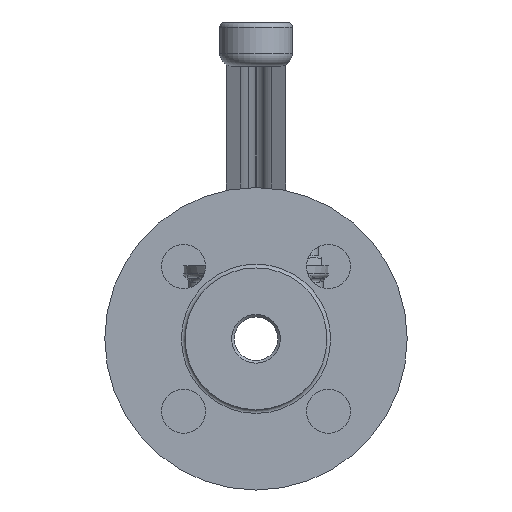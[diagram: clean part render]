
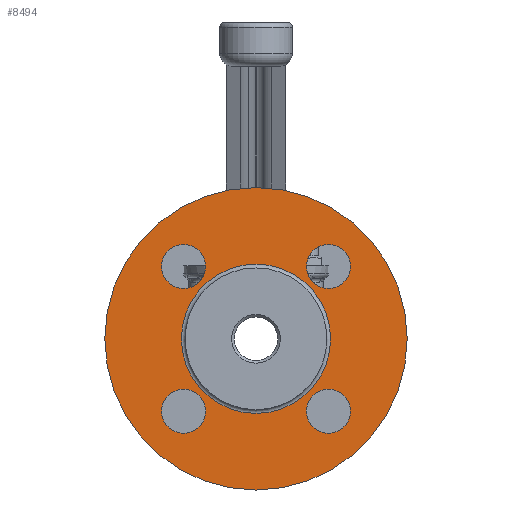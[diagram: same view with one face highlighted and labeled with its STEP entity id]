
A CAD part, left-side view. The second image highlights one B-rep face of the part: STEP entity #8494.
In plain terms, the highlighted planar face has unit normal (-1, 0, 0).
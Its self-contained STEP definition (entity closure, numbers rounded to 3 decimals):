
#593=FACE_BOUND('',#2411,.T.);
#594=FACE_BOUND('',#2412,.T.);
#595=FACE_BOUND('',#2413,.T.);
#596=FACE_BOUND('',#2414,.T.);
#597=FACE_BOUND('',#2415,.T.);
#762=CIRCLE('',#9079,7.);
#764=CIRCLE('',#9082,7.);
#766=CIRCLE('',#9085,7.);
#768=CIRCLE('',#9088,7.);
#823=CIRCLE('',#9165,23.7);
#825=CIRCLE('',#9169,48.);
#1855=FACE_OUTER_BOUND('',#2410,.T.);
#2410=EDGE_LOOP('',(#6594));
#2411=EDGE_LOOP('',(#6595));
#2412=EDGE_LOOP('',(#6596));
#2413=EDGE_LOOP('',(#6597));
#2414=EDGE_LOOP('',(#6598));
#2415=EDGE_LOOP('',(#6599));
#4033=VERTEX_POINT('',#13317);
#4035=VERTEX_POINT('',#13322);
#4037=VERTEX_POINT('',#13327);
#4039=VERTEX_POINT('',#13332);
#4111=VERTEX_POINT('',#13816);
#4113=VERTEX_POINT('',#13822);
#4909=EDGE_CURVE('',#4033,#4033,#762,.T.);
#4911=EDGE_CURVE('',#4035,#4035,#764,.T.);
#4913=EDGE_CURVE('',#4037,#4037,#766,.T.);
#4915=EDGE_CURVE('',#4039,#4039,#768,.T.);
#5007=EDGE_CURVE('',#4111,#4111,#823,.T.);
#5009=EDGE_CURVE('',#4113,#4113,#825,.T.);
#6594=ORIENTED_EDGE('',*,*,#5009,.T.);
#6595=ORIENTED_EDGE('',*,*,#4909,.T.);
#6596=ORIENTED_EDGE('',*,*,#4911,.T.);
#6597=ORIENTED_EDGE('',*,*,#4913,.T.);
#6598=ORIENTED_EDGE('',*,*,#4915,.T.);
#6599=ORIENTED_EDGE('',*,*,#5007,.F.);
#8237=PLANE('',#9168);
#8494=ADVANCED_FACE('',(#1855,#593,#594,#595,#596,#597),#8237,.T.);
#9079=AXIS2_PLACEMENT_3D('',#13318,#10507,#10508);
#9082=AXIS2_PLACEMENT_3D('',#13323,#10513,#10514);
#9085=AXIS2_PLACEMENT_3D('',#13328,#10519,#10520);
#9088=AXIS2_PLACEMENT_3D('',#13333,#10525,#10526);
#9165=AXIS2_PLACEMENT_3D('',#13817,#10693,#10694);
#9168=AXIS2_PLACEMENT_3D('',#13821,#10699,#10700);
#9169=AXIS2_PLACEMENT_3D('',#13823,#10701,#10702);
#10507=DIRECTION('center_axis',(1.,0.,0.));
#10508=DIRECTION('ref_axis',(0.,0.,1.));
#10513=DIRECTION('center_axis',(1.,0.,0.));
#10514=DIRECTION('ref_axis',(0.,0.,1.));
#10519=DIRECTION('center_axis',(1.,0.,0.));
#10520=DIRECTION('ref_axis',(0.,0.,1.));
#10525=DIRECTION('center_axis',(1.,0.,0.));
#10526=DIRECTION('ref_axis',(0.,0.,1.));
#10693=DIRECTION('center_axis',(-1.,0.,0.));
#10694=DIRECTION('ref_axis',(0.,0.,-1.));
#10699=DIRECTION('center_axis',(-1.,0.,0.));
#10700=DIRECTION('ref_axis',(0.,0.,1.));
#10701=DIRECTION('center_axis',(-1.,0.,0.));
#10702=DIRECTION('ref_axis',(0.,0.,1.));
#13317=CARTESIAN_POINT('',(-53.85,22.981,29.981));
#13318=CARTESIAN_POINT('Origin',(-53.85,22.981,22.981));
#13322=CARTESIAN_POINT('',(-53.85,22.981,-15.981));
#13323=CARTESIAN_POINT('Origin',(-53.85,22.981,-22.981));
#13327=CARTESIAN_POINT('',(-53.85,-22.981,-15.981));
#13328=CARTESIAN_POINT('Origin',(-53.85,-22.981,-22.981));
#13332=CARTESIAN_POINT('',(-53.85,-22.981,29.981));
#13333=CARTESIAN_POINT('Origin',(-53.85,-22.981,22.981));
#13816=CARTESIAN_POINT('',(-53.85,0.,23.7));
#13817=CARTESIAN_POINT('Origin',(-53.85,0.,0.));
#13821=CARTESIAN_POINT('Origin',(-53.85,0.,35.25));
#13822=CARTESIAN_POINT('',(-53.85,0.,48.));
#13823=CARTESIAN_POINT('Origin',(-53.85,0.,0.));
